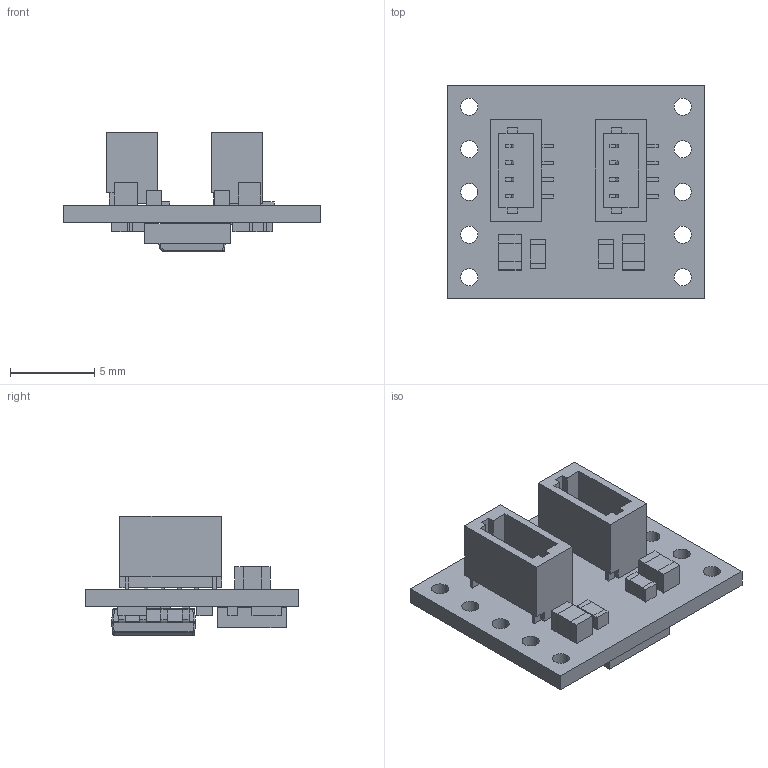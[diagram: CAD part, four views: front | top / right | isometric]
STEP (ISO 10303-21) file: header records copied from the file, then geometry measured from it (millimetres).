
FILE_DESCRIPTION (( 'STEP AP214' ), '1' );
FILE_NAME ('pololu-i2c-isolator-with-isolated-power-iso1640-mie1w0505bglvh-5v-3.3-200ma.step', '2025-02-12T22:53:42', ( '' ), ( '' ), 'SwSTEP 2.0', 'SolidWorks 2025', '' );
FILE_SCHEMA (( 'AUTOMOTIVE_DESIGN' ));
Length unit declared in the file: millimetre
Products named in the file (1): pololu-i2c-isolator-with-isolated-power-iso1640-mie1w0505bglvh-5v-3.3-200ma
Bounding box: 15.24 x 12.7 x 7.12 mm (x, y, z)
Volume: 357.8 mm3; surface area: 976.1 mm2
Topology: 3 solids, 3 shells, 993 faces, 2556 edges, 1630 vertices
Faces by surface type: plane 685, bspline 208, cylinder 90, sphere 10
Entity records: 48820 total; most frequent: CARTESIAN_POINT 15322, ORIENTED_EDGE 5112, DIRECTION 3772, EDGE_CURVE 2556, LINE 1904, VECTOR 1904, VERTEX_POINT 1630, EDGE_LOOP 1102
